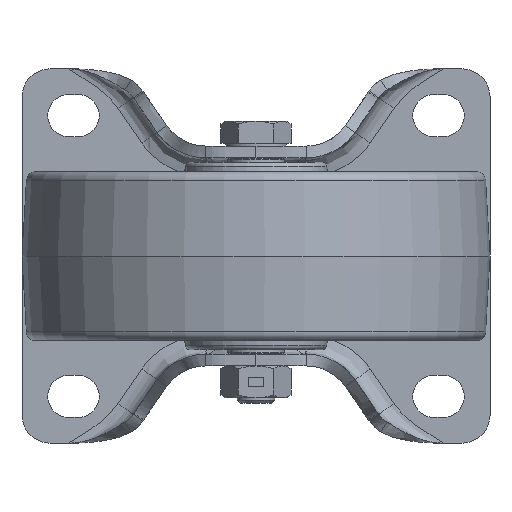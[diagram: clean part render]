
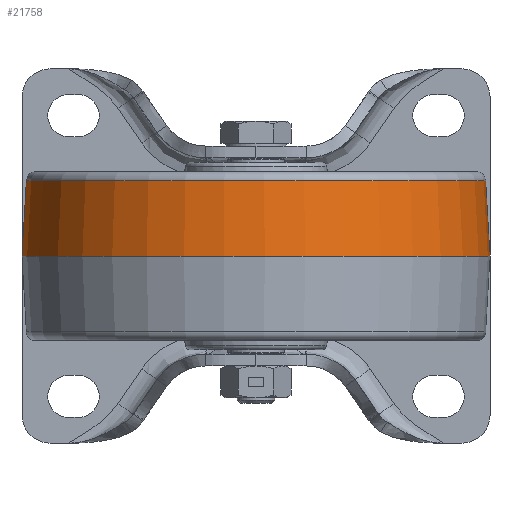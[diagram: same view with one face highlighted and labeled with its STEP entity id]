
A CAD part, front view. The second image highlights one B-rep face of the part: STEP entity #21758.
In plain terms, the highlighted conical face has half-angle 3.18 degrees and reference radius 50 mm.
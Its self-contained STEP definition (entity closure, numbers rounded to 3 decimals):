
#1223 = EDGE_CURVE ( 'NONE', #15167, #2727, #12150, .T. ) ;
#1571 = VECTOR ( 'NONE', #1898, 1000. ) ;
#1738 = DIRECTION ( 'NONE',  ( 0., 0., 1. ) ) ;
#1856 = AXIS2_PLACEMENT_3D ( 'NONE', #18049, #1738, #17921 ) ;
#1898 = DIRECTION ( 'NONE',  ( -0.055, -0.002, -0.998 ) ) ;
#2032 = ORIENTED_EDGE ( 'NONE', *, *, #13863, .F. ) ;
#2727 = VERTEX_POINT ( 'NONE', #17540 ) ;
#3119 = CARTESIAN_POINT ( 'NONE',  ( 49.967, -73.172, 0. ) ) ;
#4010 = CIRCLE ( 'NONE', #14213, 50. ) ;
#7634 = CARTESIAN_POINT ( 'NONE',  ( 0., -75., 0. ) ) ;
#8291 = DIRECTION ( 'NONE',  ( 0., 0., 1. ) ) ;
#9465 = ORIENTED_EDGE ( 'NONE', *, *, #9675, .T. ) ;
#9675 = EDGE_CURVE ( 'NONE', #2727, #11389, #4010, .T. ) ;
#10037 = ORIENTED_EDGE ( 'NONE', *, *, #1223, .T. ) ;
#10408 = DIRECTION ( 'NONE',  ( 0.999, 0.037, 0. ) ) ;
#10520 = EDGE_LOOP ( 'NONE', ( #2032, #24037, #10037, #9465 ) ) ;
#11183 = VECTOR ( 'NONE', #21276, 1000. ) ;
#11226 = CARTESIAN_POINT ( 'NONE',  ( 49.967, -73.172, 0. ) ) ;
#11389 = VERTEX_POINT ( 'NONE', #11226 ) ;
#12150 = LINE ( 'NONE', #24316, #1571 ) ;
#13124 = CONICAL_SURFACE ( 'NONE', #20277, 50., 0.055 ) ;
#13645 = FACE_OUTER_BOUND ( 'NONE', #10520, .T. ) ;
#13787 = DIRECTION ( 'NONE',  ( 0., 0., -1. ) ) ;
#13863 = EDGE_CURVE ( 'NONE', #17434, #11389, #21686, .T. ) ;
#14213 = AXIS2_PLACEMENT_3D ( 'NONE', #14535, #8291, #10408 ) ;
#14535 = CARTESIAN_POINT ( 'NONE',  ( 0., -75., 0. ) ) ;
#14710 = CARTESIAN_POINT ( 'NONE',  ( -49.072, -76.796, 16.111 ) ) ;
#15167 = VERTEX_POINT ( 'NONE', #14710 ) ;
#15786 = CARTESIAN_POINT ( 'NONE',  ( 49.072, -73.204, 16.111 ) ) ;
#17434 = VERTEX_POINT ( 'NONE', #15786 ) ;
#17540 = CARTESIAN_POINT ( 'NONE',  ( -49.967, -76.828, 0. ) ) ;
#17921 = DIRECTION ( 'NONE',  ( 0.999, 0.037, 0. ) ) ;
#18049 = CARTESIAN_POINT ( 'NONE',  ( 0., -75., 16.111 ) ) ;
#20277 = AXIS2_PLACEMENT_3D ( 'NONE', #7634, #13787, #21560 ) ;
#21276 = DIRECTION ( 'NONE',  ( 0.055, 0.002, -0.998 ) ) ;
#21560 = DIRECTION ( 'NONE',  ( -0.999, -0.037, 0. ) ) ;
#21686 = LINE ( 'NONE', #3119, #11183 ) ;
#21758 = ADVANCED_FACE ( 'NONE', ( #13645 ), #13124, .T. ) ;
#23621 = EDGE_CURVE ( 'NONE', #15167, #17434, #24322, .T. ) ;
#24037 = ORIENTED_EDGE ( 'NONE', *, *, #23621, .F. ) ;
#24316 = CARTESIAN_POINT ( 'NONE',  ( -49.967, -76.828, 0. ) ) ;
#24322 = CIRCLE ( 'NONE', #1856, 49.105 ) ;
